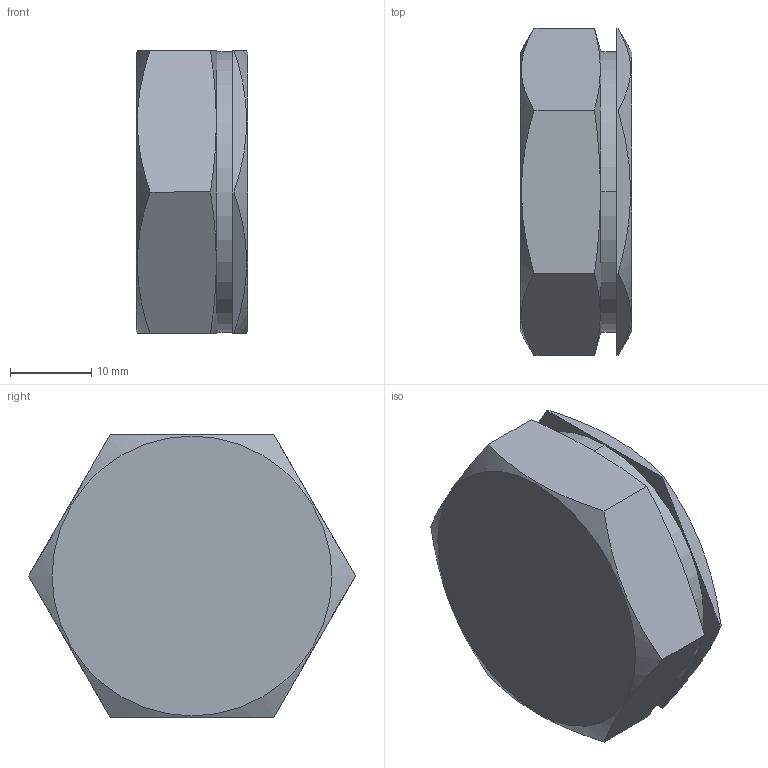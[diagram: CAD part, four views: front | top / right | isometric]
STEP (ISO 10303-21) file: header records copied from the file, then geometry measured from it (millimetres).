
FILE_DESCRIPTION (( 'STEP AP203' ), '1' );
FILE_NAME ('CAP-705BR-P.STEP', '2025-08-22T18:53:08', ( '' ), ( '' ), 'SwSTEP 2.0', 'SolidWorks 2018', '' );
FILE_SCHEMA (( 'CONFIG_CONTROL_DESIGN' ));
Length unit declared in the file: inch
Products named in the file (3): CAP-705BR-P; PRT-003147; PRT-004017
Assembly tree (2 placements, depth 2):
  CAP-705BR-P
    PRT-003147
    PRT-004017
Bounding box: 13.72 x 40.33 x 34.92 mm (x, y, z)
Volume: 8838.5 mm3; surface area: 6430.2 mm2
Topology: 2 solids, 2 shells, 44 faces, 189 edges, 150 vertices
Faces by surface type: plane 18, cylinder 13, cone 10, bspline 3
Entity records: 4560 total; most frequent: CARTESIAN_POINT 2898, ORIENTED_EDGE 374, EDGE_CURVE 187, DIRECTION 172, VERTEX_POINT 150, B_SPLINE_CURVE_WITH_KNOTS 126, AXIS2_PLACEMENT_3D 65, EDGE_LOOP 47
